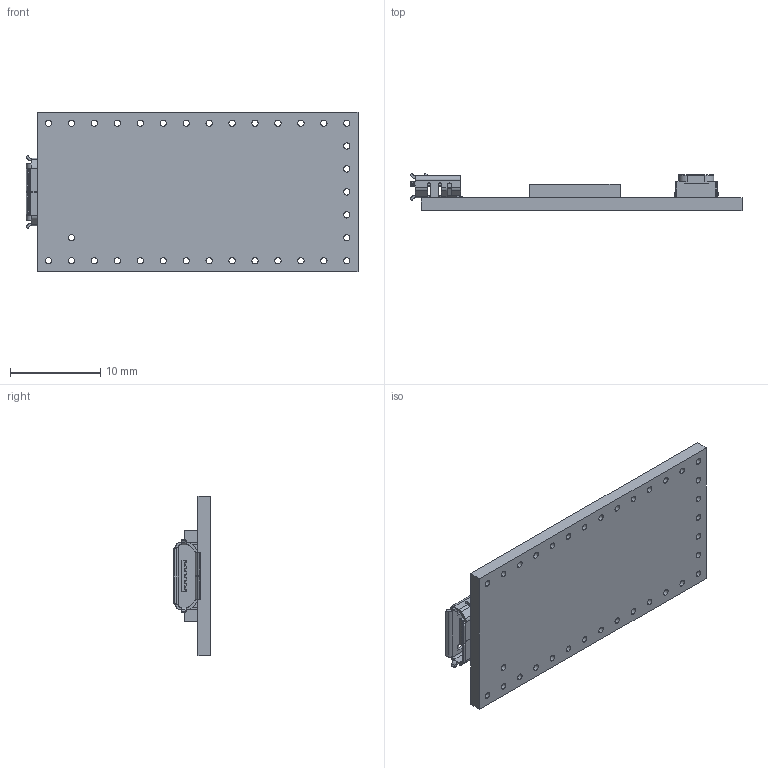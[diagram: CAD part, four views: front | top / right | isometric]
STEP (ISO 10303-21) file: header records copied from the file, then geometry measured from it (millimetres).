
FILE_DESCRIPTION (( 'STEP AP203' ), '1' );
FILE_NAME ('Teensy_4.0_Assembly.STEP', '2019-10-27T15:13:27', ( '' ), ( '' ), 'SwSTEP 2.0', 'SolidWorks 2019', '' );
FILE_SCHEMA (( 'CONFIG_CONTROL_DESIGN' ));
Length unit declared in the file: millimetre
Products named in the file (5): SKRPACE010 v4; Teensy_4.0_Assembly; Teensy_4.0_PCB; Micro USB-B Female 5Pin SMD; NXP iMXRT1062
Assembly tree (4 placements, depth 2):
  Teensy_4.0_Assembly
    Teensy_4.0_PCB
    Micro USB-B Female 5Pin SMD
    NXP iMXRT1062
    SKRPACE010 v4
Bounding box: 36.75 x 4.12 x 17.7 mm (x, y, z)
Volume: 1088.9 mm3; surface area: 2129.8 mm2
Topology: 10 solids, 10 shells, 737 faces, 2123 edges, 1394 vertices
Faces by surface type: plane 397, cylinder 317, bspline 13, torus 10
Entity records: 24986 total; most frequent: CARTESIAN_POINT 4546, ORIENTED_EDGE 4246, DIRECTION 4167, EDGE_CURVE 2123, LINE 1449, VECTOR 1449, VERTEX_POINT 1394, AXIS2_PLACEMENT_3D 1359
